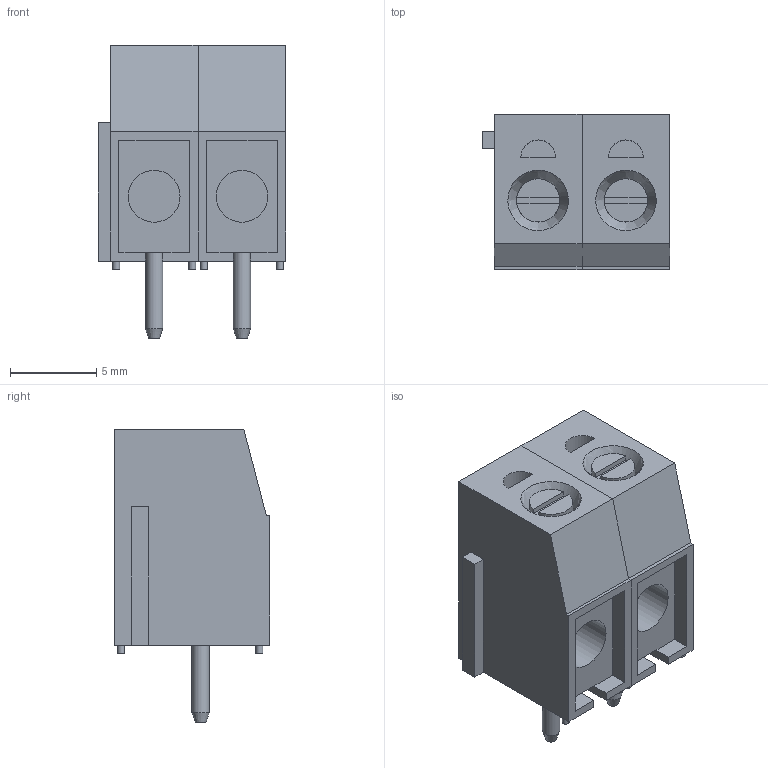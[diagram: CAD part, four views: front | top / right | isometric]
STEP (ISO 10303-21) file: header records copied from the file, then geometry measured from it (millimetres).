
FILE_DESCRIPTION(/* description */ ('Alibre Inc.'),/* implementation_level */ '2;1');
FILE_NAME(/* name */ 'export0',/* time_stamp */ '2015-11-25T17:30:13+08:00',/* author */ (''),/* organization */ (''),/* preprocessor_version */ 'ST-DEVELOPER v14',/* originating_system */ 'Alibre',/* authorisation */ '');
FILE_SCHEMA (('AUTOMOTIVE_DESIGN'));
Length unit declared in the file: centimetre
Bounding box: 10.86 x 9 x 17 mm (x, y, z)
Volume: 913.1 mm3; surface area: 1279.1 mm2
Topology: 2 solids, 4 shells, 104 faces, 244 edges, 162 vertices
Faces by surface type: plane 80, cylinder 20, bspline 2, cone 2
Full cylindrical faces by diameter (mm): 0.4 x8, 1 x2, 1.5 x2, 2.5 x4, 3 x2
Entity records: 1518 total; most frequent: CARTESIAN_POINT 319, ORIENTED_EDGE 214, DIRECTION 188, EDGE_CURVE 106, AXIS2_PLACEMENT_3D 76, VERTEX_POINT 75, VECTOR 74, LINE 74
